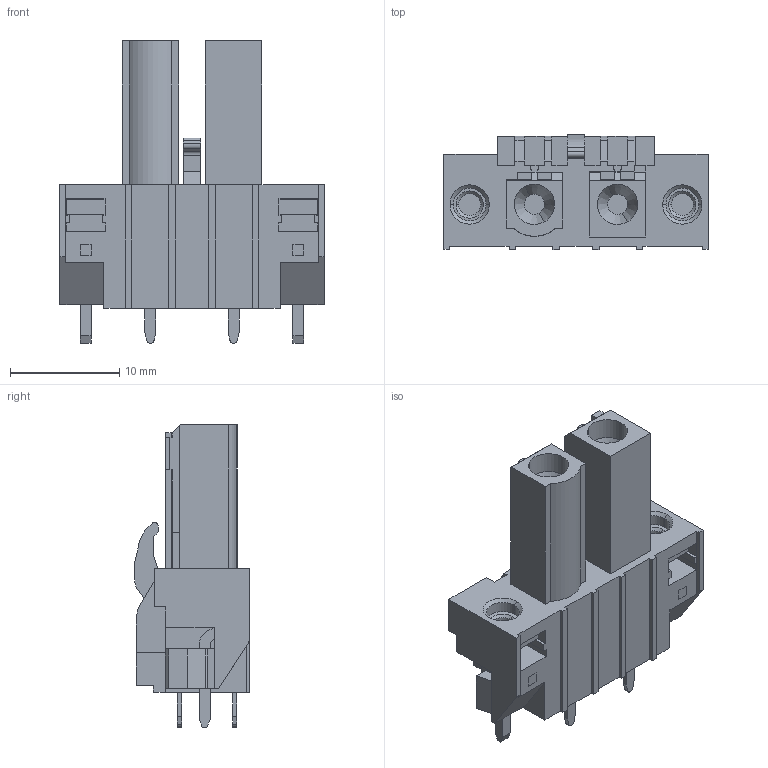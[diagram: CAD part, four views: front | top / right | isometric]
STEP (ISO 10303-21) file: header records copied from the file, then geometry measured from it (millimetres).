
FILE_DESCRIPTION(('CATIA V5 STEP Exchange','CAx-IF Rec.Pracs.--- Model Styling and Organization---1.2---2011-12-15'),'2;1');
FILE_NAME ('D1448726_0_1134080000_1134080000.stp','2018-09-18T06:51:34+00:00',('none'),('Weidmueller'),'CATIA Version 5-6 Release 2014','CATIA V5 STEP AP214','none');
FILE_SCHEMA(('AUTOMOTIVE_DESIGN { 1 0 10303 214 1 1 1 1 }'));
Length unit declared in the file: millimetre
Products named in the file (1): 1134080000
Bounding box: 24.22 x 10.54 x 27.74 mm (x, y, z)
Volume: 2619.8 mm3; surface area: 2712.9 mm2
Topology: 9 solids, 9 shells, 303 faces, 829 edges, 550 vertices
Faces by surface type: plane 259, cylinder 32, cone 12
Entity records: 8879 total; most frequent: ORIENTED_EDGE 1658, CARTESIAN_POINT 1574, DIRECTION 1217, EDGE_CURVE 829, VECTOR 753, LINE 753, VERTEX_POINT 550, EDGE_LOOP 321
